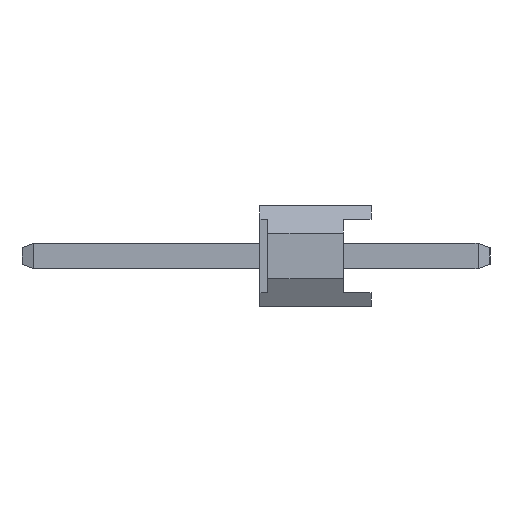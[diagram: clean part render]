
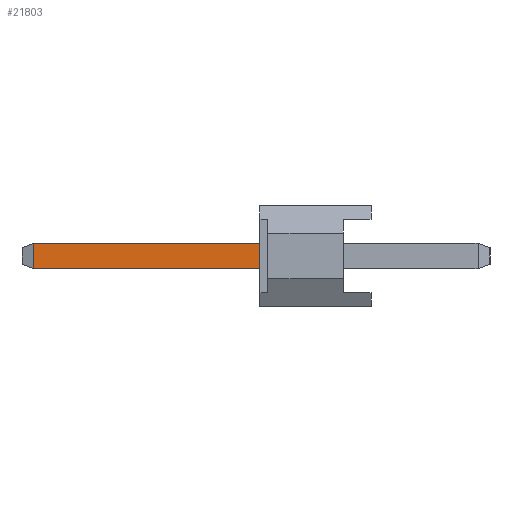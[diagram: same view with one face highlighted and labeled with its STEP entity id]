
A CAD part, left-side view. The second image highlights one B-rep face of the part: STEP entity #21803.
In plain terms, the highlighted planar face has unit normal (-1, 0, 0).
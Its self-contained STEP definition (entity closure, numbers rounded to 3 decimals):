
#4982 = VECTOR ( 'NONE', #5048, 1000. ) ;
#4983 = CARTESIAN_POINT ( 'NONE',  ( -48.58, 8.8, -0.32 ) ) ;
#4984 = LINE ( 'NONE', #4983, #4982 ) ;
#4986 = CARTESIAN_POINT ( 'NONE',  ( -48.58, 8.5, -0.32 ) ) ;
#4987 = DIRECTION ( 'NONE',  ( 0., 0., -1. ) ) ;
#4988 = VECTOR ( 'NONE', #4987, 1000. ) ;
#4989 = CARTESIAN_POINT ( 'NONE',  ( -48.58, 8.5, -0.32 ) ) ;
#4992 = LINE ( 'NONE', #4989, #4988 ) ;
#5048 = DIRECTION ( 'NONE',  ( 0., -1., 0. ) ) ;
#5220 = FACE_OUTER_BOUND ( 'NONE', #21749, .T. ) ;
#5246 = CARTESIAN_POINT ( 'NONE',  ( -48.58, 8.5, 0.32 ) ) ;
#5247 = DIRECTION ( 'NONE',  ( 0., -1., 0. ) ) ;
#5248 = VECTOR ( 'NONE', #5247, 1000. ) ;
#5249 = CARTESIAN_POINT ( 'NONE',  ( -48.58, 8.8, 0.32 ) ) ;
#5250 = LINE ( 'NONE', #5249, #5248 ) ;
#5251 = DIRECTION ( 'NONE',  ( 0., 0., -1. ) ) ;
#5252 = DIRECTION ( 'NONE',  ( 1., 0., 0. ) ) ;
#5253 = CARTESIAN_POINT ( 'NONE',  ( -48.58, 8.8, -0.32 ) ) ;
#5254 = AXIS2_PLACEMENT_3D ( 'NONE', #5253, #5252, #5251 ) ;
#5255 = PLANE ( 'NONE',  #5254 ) ;
#12965 = CARTESIAN_POINT ( 'NONE',  ( -48.58, 2.8, -1.27 ) ) ;
#12966 = LINE ( 'NONE', #12965, #13027 ) ;
#13026 = DIRECTION ( 'NONE',  ( 0., 0., 1. ) ) ;
#13027 = VECTOR ( 'NONE', #13026, 1000. ) ;
#13069 = CARTESIAN_POINT ( 'NONE',  ( -48.58, 2.8, -0.32 ) ) ;
#13078 = CARTESIAN_POINT ( 'NONE',  ( -48.58, 2.8, 0.32 ) ) ;
#19262 = EDGE_CURVE ( 'NONE', #19322, #19318, #12966, .T. ) ;
#19318 = VERTEX_POINT ( 'NONE', #13078 ) ;
#19322 = VERTEX_POINT ( 'NONE', #13069 ) ;
#21729 = ORIENTED_EDGE ( 'NONE', *, *, #21730, .T. ) ;
#21730 = EDGE_CURVE ( 'NONE', #21806, #21731, #4992, .T. ) ;
#21731 = VERTEX_POINT ( 'NONE', #4986 ) ;
#21732 = ORIENTED_EDGE ( 'NONE', *, *, #21733, .T. ) ;
#21733 = EDGE_CURVE ( 'NONE', #21731, #19322, #4984, .T. ) ;
#21734 = ORIENTED_EDGE ( 'NONE', *, *, #19262, .T. ) ;
#21749 = EDGE_LOOP ( 'NONE', ( #21804, #21729, #21732, #21734 ) ) ;
#21803 = ADVANCED_FACE ( 'NONE', ( #5220 ), #5255, .F. ) ;
#21804 = ORIENTED_EDGE ( 'NONE', *, *, #21805, .F. ) ;
#21805 = EDGE_CURVE ( 'NONE', #21806, #19318, #5250, .T. ) ;
#21806 = VERTEX_POINT ( 'NONE', #5246 ) ;
